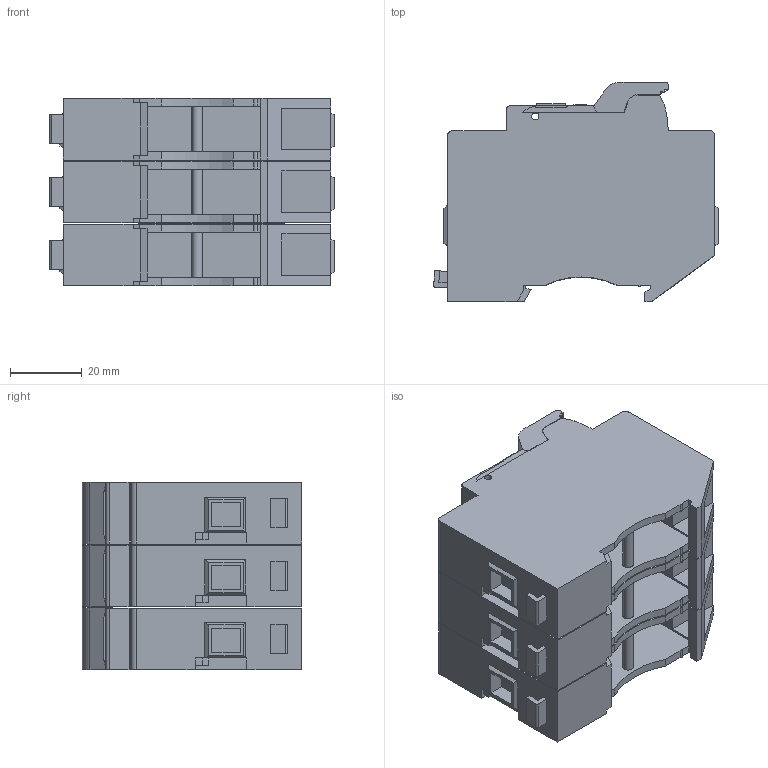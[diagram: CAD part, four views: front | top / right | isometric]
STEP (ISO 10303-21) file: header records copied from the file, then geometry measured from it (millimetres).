
FILE_DESCRIPTION((''),'2;1');
FILE_NAME('DF83V_3D-SIMPLIFIED_ASM','2018-06-26T',('melanie.cordero'),(''),'PRO/ENGINEER BY PARAMETRIC TECHNOLOGY CORPORATION, 2014090','PRO/ENGINEER BY PARAMETRIC TECHNOLOGY CORPORATION, 2014090','');
FILE_SCHEMA(('CONFIG_CONTROL_DESIGN'));
Products named in the file (25): CORPS_3; MANIFOLD_SOLID_BREP_4374; MANIFOLD_SOLID_BREP_4862; VIS_1_ASM; MANETTE_1; REPERE_1; SIMPL_ASM_1_ASM; DF81_3D-SIMPLIFIED_ASM; PRT1459; PRT1460; PRT1461; ASM0535_ASM; PRT1462; PRT1463; ASM0534_ASM; ASM0533_ASM; PRT1464; PRT1465; PRT1466; ASM0538_ASM; PRT1467; PRT1468; ASM0537_ASM; ASM0536_ASM; DF83V_3D-SIMPLIFIED_ASM
Assembly tree (24 placements, depth 5):
  DF83V_3D-SIMPLIFIED_ASM
    DF81_3D-SIMPLIFIED_ASM
      SIMPL_ASM_1_ASM
        CORPS_3
        VIS_1_ASM
          MANIFOLD_SOLID_BREP_4374
          MANIFOLD_SOLID_BREP_4862
        MANETTE_1
        REPERE_1
    ASM0533_ASM
      ASM0534_ASM
        PRT1459
        ASM0535_ASM
          PRT1460
          PRT1461
        PRT1462
        PRT1463
    ASM0536_ASM
      ASM0537_ASM
        PRT1464
        ASM0538_ASM
          PRT1465
          PRT1466
        PRT1467
        PRT1468
Bounding box: 79.26 x 61.06 x 52.2 mm (x, y, z)
Volume: 158936.2 mm3; surface area: 51861.1 mm2
Topology: 15 solids, 15 shells, 618 faces, 1704 edges, 1134 vertices
Faces by surface type: plane 483, cylinder 105, extrusion 30
Entity records: 20633 total; most frequent: CARTESIAN_POINT 4120, ORIENTED_EDGE 3408, DIRECTION 3227, EDGE_CURVE 1704, VECTOR 1413, LINE 1383, VERTEX_POINT 1134, AXIS2_PLACEMENT_3D 907
